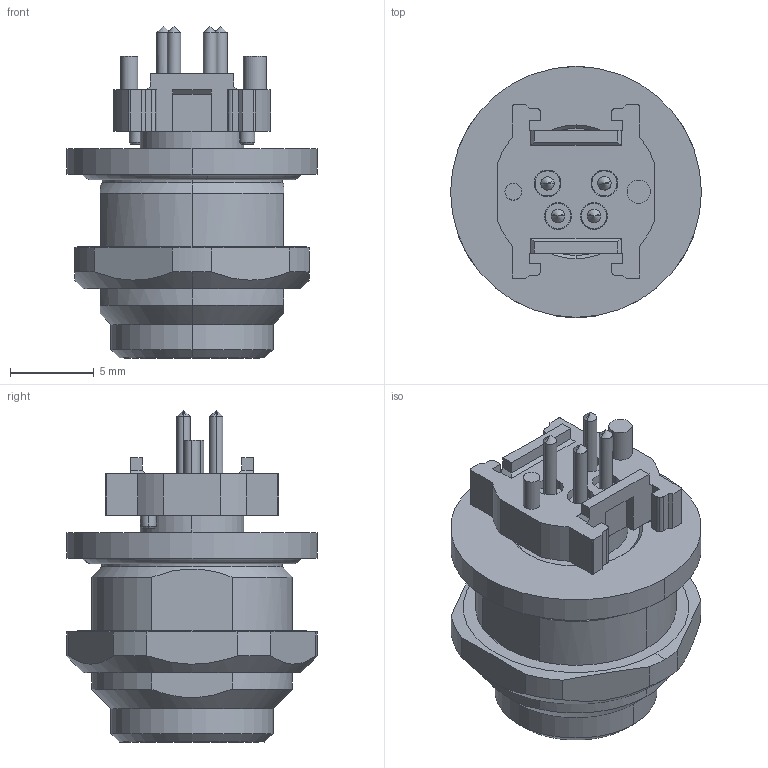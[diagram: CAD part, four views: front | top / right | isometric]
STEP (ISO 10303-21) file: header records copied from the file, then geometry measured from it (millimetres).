
FILE_DESCRIPTION(('CATIA V5R24 STEP','CAx-IF Rec.Pracs.--- Model Styling and Organization---1.2---2011-12-15'),'2;1');
FILE_NAME ('D1461847_0_2422980000_2422980000.stp','2017-05-16T10:55:43+00:00',('none'),('Weidmueller'),'CATIA Version 5-6 Release 2014 SP4 HF52','CATIA V5 STEP AP214','none');
FILE_SCHEMA(('AUTOMOTIVE_DESIGN { 1 0 10303 214 1 1 1 1 }'));
Length unit declared in the file: millimetre
Products named in the file (1): v5-standard_part
Bounding box: 15 x 15 x 19.85 mm (x, y, z)
Volume: 1558 mm3; surface area: 2006.4 mm2
Topology: 1 solids, 2 shells, 268 faces, 667 edges, 428 vertices
Faces by surface type: cylinder 110, plane 100, cone 40, torus 18
Entity records: 8961 total; most frequent: CARTESIAN_POINT 2505, ORIENTED_EDGE 1318, DIRECTION 1088, EDGE_CURVE 659, AXIS2_PLACEMENT_3D 495, VERTEX_POINT 428, VECTOR 325, LINE 325
